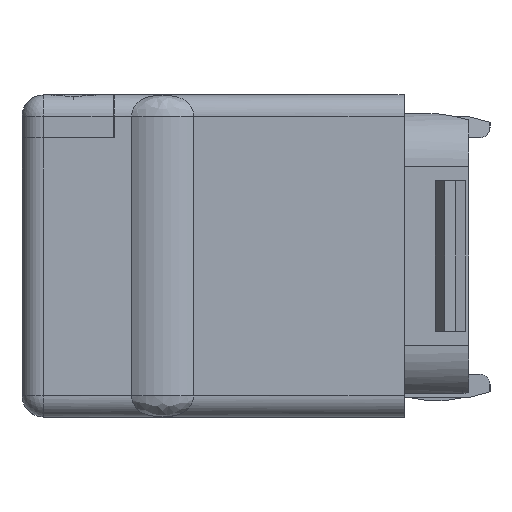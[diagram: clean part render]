
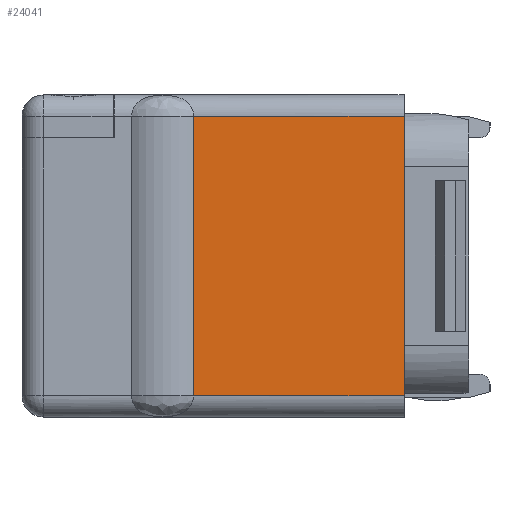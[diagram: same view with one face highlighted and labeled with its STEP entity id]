
A CAD part, left-side view. The second image highlights one B-rep face of the part: STEP entity #24041.
In plain terms, the highlighted planar face has unit normal (-1, 0, 0).
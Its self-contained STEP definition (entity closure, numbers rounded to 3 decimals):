
#3429=DIRECTION('',(0.,0.,1.));
#3430=VECTOR('',#3429,13.);
#3431=CARTESIAN_POINT('',(-37.475,0.,1.));
#3432=LINE('',#3431,#3430);
#3474=DIRECTION('',(0.,-1.,0.));
#3475=VECTOR('',#3474,9.805);
#3476=CARTESIAN_POINT('',(-37.475,9.805,1.));
#3477=LINE('',#3476,#3475);
#5481=DIRECTION('',(0.,-1.,0.));
#5482=VECTOR('',#5481,9.805);
#5483=CARTESIAN_POINT('',(-37.475,9.805,14.));
#5484=LINE('',#5483,#5482);
#5573=DIRECTION('',(0.,0.,-1.));
#5574=VECTOR('',#5573,13.);
#5575=CARTESIAN_POINT('',(-37.475,9.805,14.));
#5576=LINE('',#5575,#5574);
#14902=CARTESIAN_POINT('',(-37.475,0.,14.));
#14904=VERTEX_POINT('',#14902);
#14906=CARTESIAN_POINT('',(-37.475,0.,1.));
#14908=VERTEX_POINT('',#14906);
#14989=CARTESIAN_POINT('',(-37.475,9.805,14.));
#14990=CARTESIAN_POINT('',(-37.475,9.805,1.));
#14991=VERTEX_POINT('',#14989);
#14992=VERTEX_POINT('',#14990);
#24030=CARTESIAN_POINT('',(-37.475,20.5,0.));
#24031=DIRECTION('',(-1.,0.,0.));
#24032=DIRECTION('',(0.,-1.,0.));
#24033=AXIS2_PLACEMENT_3D('',#24030,#24031,#24032);
#24034=PLANE('',#24033);
#24035=ORIENTED_EDGE('',*,*,#24022,.F.);
#24036=ORIENTED_EDGE('',*,*,#23958,.T.);
#24037=ORIENTED_EDGE('',*,*,#21551,.F.);
#24038=ORIENTED_EDGE('',*,*,#21574,.F.);
#24039=EDGE_LOOP('',(#24035,#24036,#24037,#24038));
#24040=FACE_OUTER_BOUND('',#24039,.F.);
#24041=ADVANCED_FACE('',(#24040),#24034,.T.);
#21551=EDGE_CURVE('',#14908,#14904,#3432,.T.);
#21574=EDGE_CURVE('',#14992,#14908,#3477,.T.);
#23958=EDGE_CURVE('',#14991,#14904,#5484,.T.);
#24022=EDGE_CURVE('',#14991,#14992,#5576,.T.);
